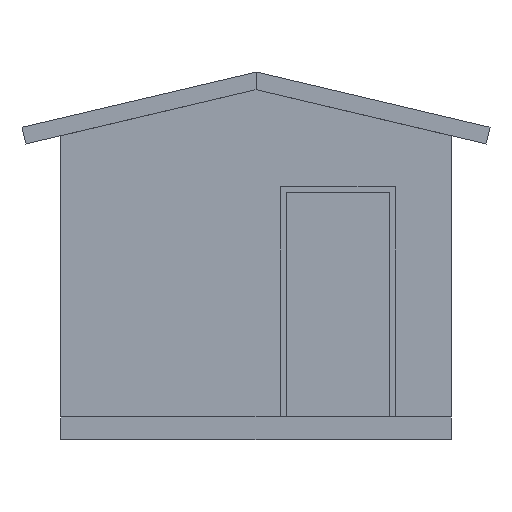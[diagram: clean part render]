
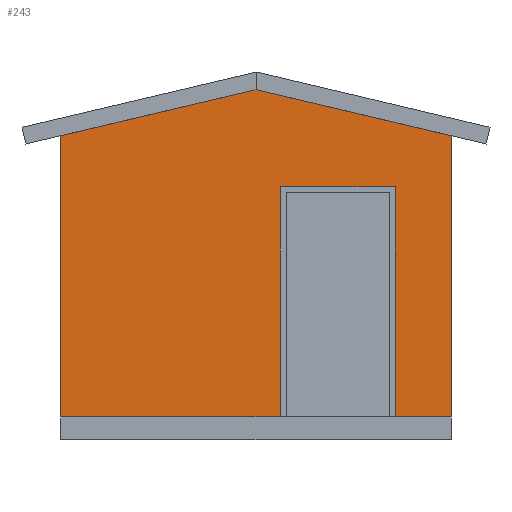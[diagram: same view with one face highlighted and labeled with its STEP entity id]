
A CAD part, front view. The second image highlights one B-rep face of the part: STEP entity #243.
In plain terms, the highlighted free-form (B-spline) face has degree [1, 1] with [2, 2] control points.
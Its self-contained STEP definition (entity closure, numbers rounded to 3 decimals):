
#243 = ADVANCED_FACE('',(#244,#281),#311,.F.);
#244 = FACE_BOUND('',#245,.F.);
#245 = EDGE_LOOP('',(#246,#255,#262,#269,#276));
#246 = ORIENTED_EDGE('',*,*,#247,.F.);
#247 = EDGE_CURVE('',#248,#250,#252,.T.);
#248 = VERTEX_POINT('',#249);
#249 = CARTESIAN_POINT('',(-2198.734,-3885.398,0.));
#250 = VERTEX_POINT('',#251);
#251 = CARTESIAN_POINT('',(2281.584,-3885.398,0.));
#252 = B_SPLINE_CURVE_WITH_KNOTS('',1,(#253,#254),.UNSPECIFIED.,.F.,.F.,
  (2,2),(0.,3400.),.PIECEWISE_BEZIER_KNOTS.);
#253 = CARTESIAN_POINT('',(-2198.734,-3885.398,0.));
#254 = CARTESIAN_POINT('',(2281.584,-3885.398,0.));
#255 = ORIENTED_EDGE('',*,*,#256,.T.);
#256 = EDGE_CURVE('',#248,#257,#259,.T.);
#257 = VERTEX_POINT('',#258);
#258 = CARTESIAN_POINT('',(-2198.734,-3885.398,
    3221.746));
#259 = B_SPLINE_CURVE_WITH_KNOTS('',1,(#260,#261),.UNSPECIFIED.,.F.,.F.,
  (2,2),(0.,2444.901),.PIECEWISE_BEZIER_KNOTS.);
#260 = CARTESIAN_POINT('',(-2198.734,-3885.398,0.));
#261 = CARTESIAN_POINT('',(-2198.734,-3885.398,
    3221.746));
#262 = ORIENTED_EDGE('',*,*,#263,.T.);
#263 = EDGE_CURVE('',#257,#264,#266,.T.);
#264 = VERTEX_POINT('',#265);
#265 = CARTESIAN_POINT('',(41.425,-3885.398,
    3750.137));
#266 = B_SPLINE_CURVE_WITH_KNOTS('',1,(#267,#268),.UNSPECIFIED.,.F.,.F.,
  (2,2),(-610.375,1136.276),.PIECEWISE_BEZIER_KNOTS.);
#267 = CARTESIAN_POINT('',(-2198.734,-3885.398,
    3221.746));
#268 = CARTESIAN_POINT('',(41.425,-3885.398,
    3750.137));
#269 = ORIENTED_EDGE('',*,*,#270,.F.);
#270 = EDGE_CURVE('',#271,#264,#273,.T.);
#271 = VERTEX_POINT('',#272);
#272 = CARTESIAN_POINT('',(2281.584,-3885.398,
    3221.746));
#273 = B_SPLINE_CURVE_WITH_KNOTS('',1,(#274,#275),.UNSPECIFIED.,.F.,.F.,
  (2,2),(-2264.97,-518.32),.PIECEWISE_BEZIER_KNOTS.);
#274 = CARTESIAN_POINT('',(2281.584,-3885.398,
    3221.746));
#275 = CARTESIAN_POINT('',(41.425,-3885.398,
    3750.137));
#276 = ORIENTED_EDGE('',*,*,#277,.F.);
#277 = EDGE_CURVE('',#250,#271,#278,.T.);
#278 = B_SPLINE_CURVE_WITH_KNOTS('',1,(#279,#280),.UNSPECIFIED.,.F.,.F.,
  (2,2),(0.,2444.901),.PIECEWISE_BEZIER_KNOTS.);
#279 = CARTESIAN_POINT('',(2281.584,-3885.398,0.));
#280 = CARTESIAN_POINT('',(2281.584,-3885.398,
    3221.746));
#281 = FACE_BOUND('',#282,.F.);
#282 = EDGE_LOOP('',(#283,#292,#299,#306));
#283 = ORIENTED_EDGE('',*,*,#284,.T.);
#284 = EDGE_CURVE('',#285,#287,#289,.T.);
#285 = VERTEX_POINT('',#286);
#286 = CARTESIAN_POINT('',(320.291,-3885.398,
    2638.64));
#287 = VERTEX_POINT('',#288);
#288 = CARTESIAN_POINT('',(320.291,-3885.398,
    3.158));
#289 = B_SPLINE_CURVE_WITH_KNOTS('',1,(#290,#291),.UNSPECIFIED.,.F.,.F.,
  (2,2),(-1001.198,998.802),.PIECEWISE_BEZIER_KNOTS.);
#290 = CARTESIAN_POINT('',(320.291,-3885.398,
    2638.64));
#291 = CARTESIAN_POINT('',(320.291,-3885.398,
    3.158));
#292 = ORIENTED_EDGE('',*,*,#293,.T.);
#293 = EDGE_CURVE('',#287,#294,#296,.T.);
#294 = VERTEX_POINT('',#295);
#295 = CARTESIAN_POINT('',(1638.032,-3885.398,
    3.158));
#296 = B_SPLINE_CURVE_WITH_KNOTS('',1,(#297,#298),.UNSPECIFIED.,.F.,.F.,
  (2,2),(955.812,1955.812),.PIECEWISE_BEZIER_KNOTS.);
#297 = CARTESIAN_POINT('',(320.291,-3885.398,
    3.158));
#298 = CARTESIAN_POINT('',(1638.032,-3885.398,
    3.158));
#299 = ORIENTED_EDGE('',*,*,#300,.T.);
#300 = EDGE_CURVE('',#294,#301,#303,.T.);
#301 = VERTEX_POINT('',#302);
#302 = CARTESIAN_POINT('',(1638.032,-3885.398,
    2638.64));
#303 = B_SPLINE_CURVE_WITH_KNOTS('',1,(#304,#305),.UNSPECIFIED.,.F.,.F.,
  (2,2),(1.198,2001.198),.PIECEWISE_BEZIER_KNOTS.);
#304 = CARTESIAN_POINT('',(1638.032,-3885.398,
    3.158));
#305 = CARTESIAN_POINT('',(1638.032,-3885.398,
    2638.64));
#306 = ORIENTED_EDGE('',*,*,#307,.T.);
#307 = EDGE_CURVE('',#301,#285,#308,.T.);
#308 = B_SPLINE_CURVE_WITH_KNOTS('',1,(#309,#310),.UNSPECIFIED.,.F.,.F.,
  (2,2),(-1455.812,-455.812),.PIECEWISE_BEZIER_KNOTS.);
#309 = CARTESIAN_POINT('',(1638.032,-3885.398,
    2638.64));
#310 = CARTESIAN_POINT('',(320.291,-3885.398,
    2638.64));
#311 = B_SPLINE_SURFACE_WITH_KNOTS('',1,1,(
    (#312,#313)
    ,(#314,#315)),.UNSPECIFIED.,.F.,.F.,.F.,(2,2),(2,2),(0.,3400.),(
    -2845.884,0.),.PIECEWISE_BEZIER_KNOTS.);
#312 = CARTESIAN_POINT('',(-2198.734,-3885.398,
    3750.137));
#313 = CARTESIAN_POINT('',(-2198.734,-3885.398,0.));
#314 = CARTESIAN_POINT('',(2281.584,-3885.398,
    3750.137));
#315 = CARTESIAN_POINT('',(2281.584,-3885.398,0.));
